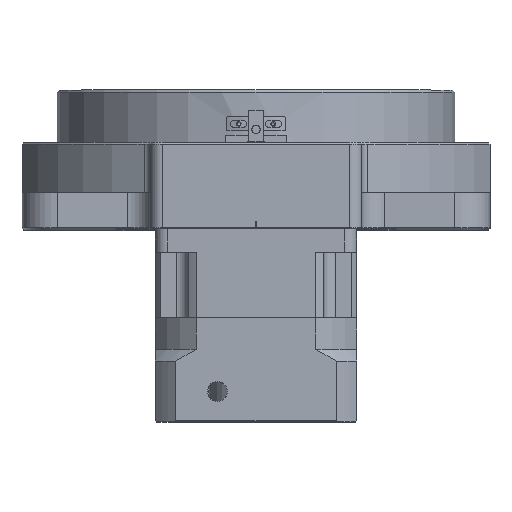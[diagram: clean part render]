
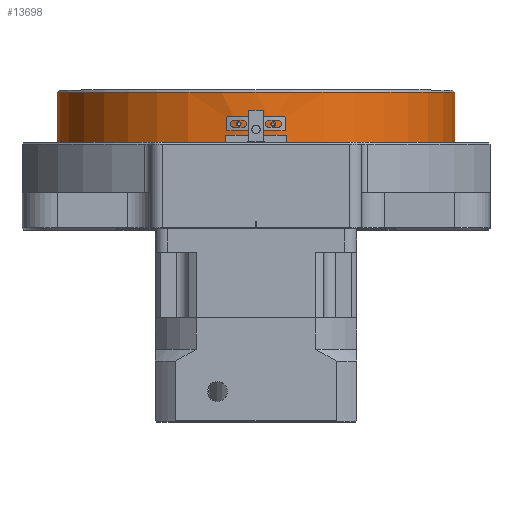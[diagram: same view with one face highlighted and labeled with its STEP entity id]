
A CAD part, top view. The second image highlights one B-rep face of the part: STEP entity #13698.
In plain terms, the highlighted cylindrical face has radius 85 mm (diameter 170 mm), a full revolution.
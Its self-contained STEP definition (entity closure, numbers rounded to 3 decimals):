
#1953 = DIRECTION ( 'NONE',  ( -1., 0., 0. ) ) ;
#1984 = DIRECTION ( 'NONE',  ( 0., -1., 0. ) ) ;
#1987 = CARTESIAN_POINT ( 'NONE',  ( 0., 59., 0. ) ) ;
#3921 = AXIS2_PLACEMENT_3D ( 'NONE', #1987, #1984, #1953 ) ;
#4940 = EDGE_CURVE ( 'NONE', #26648, #26648, #19641, .T. ) ;
#7565 = AXIS2_PLACEMENT_3D ( 'NONE', #16660, #16654, #16636 ) ;
#7890 = EDGE_LOOP ( 'NONE', ( #9512 ) ) ;
#8227 = EDGE_LOOP ( 'NONE', ( #9488 ) ) ;
#8322 = EDGE_CURVE ( 'NONE', #25365, #25365, #24553, .T. ) ;
#8751 = EDGE_LOOP ( 'NONE', ( #9540 ) ) ;
#9004 = EDGE_LOOP ( 'NONE', ( #9543 ) ) ;
#9488 = ORIENTED_EDGE ( 'NONE', *, *, #9549, .T. ) ;
#9512 = ORIENTED_EDGE ( 'NONE', *, *, #8322, .F. ) ;
#9540 = ORIENTED_EDGE ( 'NONE', *, *, #25086, .F. ) ;
#9543 = ORIENTED_EDGE ( 'NONE', *, *, #4940, .T. ) ;
#9549 = EDGE_CURVE ( 'NONE', #25064, #25064, #16042, .T. ) ;
#10176 = AXIS2_PLACEMENT_3D ( 'NONE', #17366, #17342, #17336 ) ;
#13585 = CARTESIAN_POINT ( 'NONE',  ( -6.387, 45.5, 84.76 ) ) ;
#13590 = CARTESIAN_POINT ( 'NONE',  ( -6.387, 45.229, 84.76 ) ) ;
#13593 = CARTESIAN_POINT ( 'NONE',  ( -6.498, 44.964, 84.751 ) ) ;
#13624 = CARTESIAN_POINT ( 'NONE',  ( -6.781, 44.68, 84.729 ) ) ;
#13636 = CARTESIAN_POINT ( 'NONE',  ( -6.894, 44.604, 84.72 ) ) ;
#13658 = CARTESIAN_POINT ( 'NONE',  ( -7.142, 44.501, 84.7 ) ) ;
#13666 = CARTESIAN_POINT ( 'NONE',  ( -7.275, 44.475, 84.688 ) ) ;
#13669 = CARTESIAN_POINT ( 'NONE',  ( -7.544, 44.475, 84.665 ) ) ;
#13696 = CARTESIAN_POINT ( 'NONE',  ( -7.677, 44.502, 84.653 ) ) ;
#13698 = ADVANCED_FACE ( 'NONE', ( #17446, #17433, #17406, #17400 ), #17368, .T. ) ;
#13700 = CARTESIAN_POINT ( 'NONE',  ( -7.923, 44.605, 84.63 ) ) ;
#13721 = CARTESIAN_POINT ( 'NONE',  ( -8.037, 44.681, 84.619 ) ) ;
#13727 = CARTESIAN_POINT ( 'NONE',  ( -8.225, 44.871, 84.601 ) ) ;
#13760 = CARTESIAN_POINT ( 'NONE',  ( -8.301, 44.985, 84.594 ) ) ;
#13788 = CARTESIAN_POINT ( 'NONE',  ( -8.402, 45.232, 84.584 ) ) ;
#13801 = CARTESIAN_POINT ( 'NONE',  ( -8.429, 45.367, 84.581 ) ) ;
#13836 = CARTESIAN_POINT ( 'NONE',  ( -8.429, 45.634, 84.581 ) ) ;
#13840 = CARTESIAN_POINT ( 'NONE',  ( -8.402, 45.768, 84.584 ) ) ;
#13864 = CARTESIAN_POINT ( 'NONE',  ( -8.3, 46.017, 84.594 ) ) ;
#13870 = CARTESIAN_POINT ( 'NONE',  ( -8.225, 46.13, 84.601 ) ) ;
#13873 = CARTESIAN_POINT ( 'NONE',  ( -8.034, 46.321, 84.619 ) ) ;
#13902 = CARTESIAN_POINT ( 'NONE',  ( -7.922, 46.396, 84.63 ) ) ;
#13935 = CARTESIAN_POINT ( 'NONE',  ( -7.675, 46.499, 84.653 ) ) ;
#13945 = CARTESIAN_POINT ( 'NONE',  ( -7.541, 46.525, 84.665 ) ) ;
#13974 = CARTESIAN_POINT ( 'NONE',  ( -7.275, 46.525, 84.688 ) ) ;
#13979 = CARTESIAN_POINT ( 'NONE',  ( -7.14, 46.498, 84.7 ) ) ;
#13999 = CARTESIAN_POINT ( 'NONE',  ( -6.894, 46.396, 84.72 ) ) ;
#14003 = CARTESIAN_POINT ( 'NONE',  ( -6.78, 46.319, 84.729 ) ) ;
#14007 = CARTESIAN_POINT ( 'NONE',  ( -6.592, 46.13, 84.744 ) ) ;
#14035 = CARTESIAN_POINT ( 'NONE',  ( -6.516, 46.017, 84.75 ) ) ;
#14061 = CARTESIAN_POINT ( 'NONE',  ( -6.413, 45.768, 84.758 ) ) ;
#14075 = CARTESIAN_POINT ( 'NONE',  ( -6.387, 45.635, 84.76 ) ) ;
#14104 = CARTESIAN_POINT ( 'NONE',  ( -6.387, 45.5, 84.76 ) ) ;
#16042 = CIRCLE ( 'NONE', #3921, 85. ) ;
#16636 = DIRECTION ( 'NONE',  ( -1., 0., 0. ) ) ;
#16654 = DIRECTION ( 'NONE',  ( 0., 1., 0. ) ) ;
#16660 = CARTESIAN_POINT ( 'NONE',  ( 0., 26., 0. ) ) ;
#17336 = DIRECTION ( 'NONE',  ( -1., 0., 0. ) ) ;
#17342 = DIRECTION ( 'NONE',  ( 0., 1., 0. ) ) ;
#17366 = CARTESIAN_POINT ( 'NONE',  ( 0., 26., 0. ) ) ;
#17368 = CYLINDRICAL_SURFACE ( 'NONE', #10176, 85. ) ;
#17400 = FACE_OUTER_BOUND ( 'NONE', #9004, .T. ) ;
#17406 = FACE_BOUND ( 'NONE', #8751, .T. ) ;
#17433 = FACE_BOUND ( 'NONE', #7890, .T. ) ;
#17446 = FACE_OUTER_BOUND ( 'NONE', #8227, .T. ) ;
#18557 = CARTESIAN_POINT ( 'NONE',  ( 8.429, 45.5, 84.581 ) ) ;
#18585 = VERTEX_POINT ( 'NONE', #18557 ) ;
#19222 = B_SPLINE_CURVE_WITH_KNOTS ( 'NONE', 3,
 ( #26072, #26068, #26040, #26034, #26008, #25996, #25977, #25970, #25966, #25928, #25925, #25902, #25896, #25889, #25863, #25849, #25832, #25825, #25820, #25788, #25786, #25760, #25754, #25751, #25725, #25714, #25697, #25688, #25653, #25649, #25628, #25621 ),
 .UNSPECIFIED., .T., .F.,
 ( 4, 2, 2, 2, 2, 2, 2, 2, 2, 2, 2, 2, 2, 2, 2, 4 ),
 ( 0., 0., 0.001, 0.001, 0.002, 0.002, 0.002, 0.003, 0.003, 0.004, 0.004, 0.004, 0.005, 0.005, 0.006, 0.006 ),
 .UNSPECIFIED. ) ;
#19641 = CIRCLE ( 'NONE', #7565, 85. ) ;
#24553 = B_SPLINE_CURVE_WITH_KNOTS ( 'NONE', 3,
 ( #14104, #14075, #14061, #14035, #14007, #14003, #13999, #13979, #13974, #13945, #13935, #13902, #13873, #13870, #13864, #13840, #13836, #13801, #13788, #13760, #13727, #13721, #13700, #13696, #13669, #13666, #13658, #13636, #13624, #13593, #13590, #13585 ),
 .UNSPECIFIED., .T., .F.,
 ( 4, 2, 2, 2, 2, 2, 2, 2, 2, 2, 2, 2, 2, 2, 2, 4 ),
 ( 0., 0., 0.001, 0.001, 0.002, 0.002, 0.002, 0.003, 0.003, 0.004, 0.004, 0.004, 0.005, 0.005, 0.006, 0.006 ),
 .UNSPECIFIED. ) ;
#25060 = CARTESIAN_POINT ( 'NONE',  ( -85., 59., 0. ) ) ;
#25064 = VERTEX_POINT ( 'NONE', #25060 ) ;
#25086 = EDGE_CURVE ( 'NONE', #18585, #18585, #19222, .T. ) ;
#25363 = CARTESIAN_POINT ( 'NONE',  ( -6.387, 45.5, 84.76 ) ) ;
#25365 = VERTEX_POINT ( 'NONE', #25363 ) ;
#25621 = CARTESIAN_POINT ( 'NONE',  ( 8.429, 45.5, 84.581 ) ) ;
#25628 = CARTESIAN_POINT ( 'NONE',  ( 8.429, 45.229, 84.581 ) ) ;
#25649 = CARTESIAN_POINT ( 'NONE',  ( 8.318, 44.964, 84.592 ) ) ;
#25653 = CARTESIAN_POINT ( 'NONE',  ( 8.035, 44.68, 84.619 ) ) ;
#25688 = CARTESIAN_POINT ( 'NONE',  ( 7.922, 44.604, 84.63 ) ) ;
#25697 = CARTESIAN_POINT ( 'NONE',  ( 7.674, 44.501, 84.653 ) ) ;
#25714 = CARTESIAN_POINT ( 'NONE',  ( 7.542, 44.475, 84.665 ) ) ;
#25725 = CARTESIAN_POINT ( 'NONE',  ( 7.273, 44.475, 84.688 ) ) ;
#25751 = CARTESIAN_POINT ( 'NONE',  ( 7.14, 44.502, 84.7 ) ) ;
#25754 = CARTESIAN_POINT ( 'NONE',  ( 6.893, 44.605, 84.72 ) ) ;
#25760 = CARTESIAN_POINT ( 'NONE',  ( 6.779, 44.681, 84.729 ) ) ;
#25786 = CARTESIAN_POINT ( 'NONE',  ( 6.591, 44.871, 84.744 ) ) ;
#25788 = CARTESIAN_POINT ( 'NONE',  ( 6.515, 44.985, 84.75 ) ) ;
#25820 = CARTESIAN_POINT ( 'NONE',  ( 6.413, 45.232, 84.758 ) ) ;
#25825 = CARTESIAN_POINT ( 'NONE',  ( 6.387, 45.367, 84.76 ) ) ;
#25832 = CARTESIAN_POINT ( 'NONE',  ( 6.387, 45.634, 84.76 ) ) ;
#25849 = CARTESIAN_POINT ( 'NONE',  ( 6.413, 45.768, 84.758 ) ) ;
#25863 = CARTESIAN_POINT ( 'NONE',  ( 6.516, 46.017, 84.75 ) ) ;
#25889 = CARTESIAN_POINT ( 'NONE',  ( 6.591, 46.13, 84.744 ) ) ;
#25896 = CARTESIAN_POINT ( 'NONE',  ( 6.782, 46.321, 84.729 ) ) ;
#25902 = CARTESIAN_POINT ( 'NONE',  ( 6.894, 46.396, 84.72 ) ) ;
#25925 = CARTESIAN_POINT ( 'NONE',  ( 7.142, 46.499, 84.7 ) ) ;
#25928 = CARTESIAN_POINT ( 'NONE',  ( 7.276, 46.525, 84.688 ) ) ;
#25966 = CARTESIAN_POINT ( 'NONE',  ( 7.542, 46.525, 84.665 ) ) ;
#25970 = CARTESIAN_POINT ( 'NONE',  ( 7.676, 46.498, 84.653 ) ) ;
#25977 = CARTESIAN_POINT ( 'NONE',  ( 7.922, 46.396, 84.63 ) ) ;
#25996 = CARTESIAN_POINT ( 'NONE',  ( 8.036, 46.319, 84.619 ) ) ;
#26008 = CARTESIAN_POINT ( 'NONE',  ( 8.224, 46.13, 84.601 ) ) ;
#26034 = CARTESIAN_POINT ( 'NONE',  ( 8.3, 46.017, 84.594 ) ) ;
#26040 = CARTESIAN_POINT ( 'NONE',  ( 8.402, 45.768, 84.584 ) ) ;
#26068 = CARTESIAN_POINT ( 'NONE',  ( 8.429, 45.635, 84.581 ) ) ;
#26072 = CARTESIAN_POINT ( 'NONE',  ( 8.429, 45.5, 84.581 ) ) ;
#26616 = CARTESIAN_POINT ( 'NONE',  ( -85., 26., 0. ) ) ;
#26648 = VERTEX_POINT ( 'NONE', #26616 ) ;
